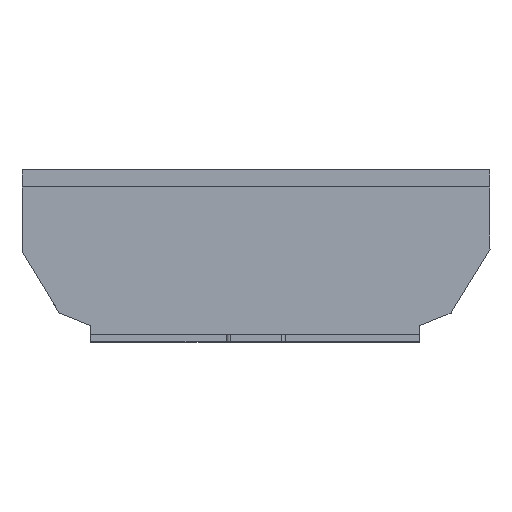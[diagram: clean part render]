
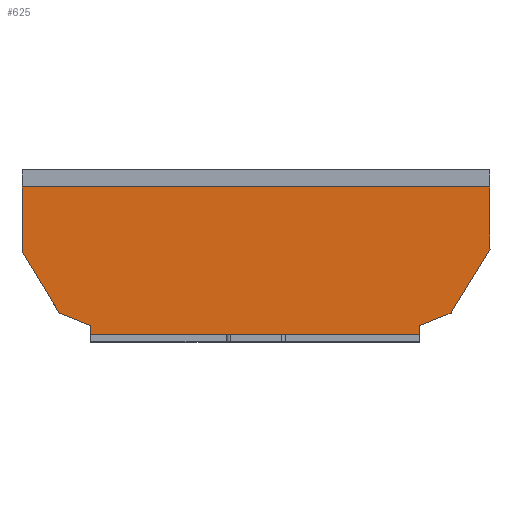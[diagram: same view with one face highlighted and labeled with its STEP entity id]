
A CAD part, top view. The second image highlights one B-rep face of the part: STEP entity #625.
In plain terms, the highlighted planar face has unit normal (0, 0, 1).
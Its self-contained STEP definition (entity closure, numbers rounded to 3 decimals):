
#44=FACE_OUTER_BOUND('',#76,.T.);
#76=EDGE_LOOP('',(#488,#489,#490,#491,#492,#493,#494,#495,#496,#497,#498,
#499));
#124=LINE('',#945,#204);
#138=LINE('',#973,#218);
#145=LINE('',#987,#225);
#147=LINE('',#991,#227);
#148=LINE('',#993,#228);
#149=LINE('',#995,#229);
#150=LINE('',#997,#230);
#151=LINE('',#998,#231);
#152=LINE('',#999,#232);
#153=LINE('',#1001,#233);
#154=LINE('',#1003,#234);
#155=LINE('',#1004,#235);
#204=VECTOR('',#767,10.);
#218=VECTOR('',#785,10.);
#225=VECTOR('',#796,10.);
#227=VECTOR('',#800,10.);
#228=VECTOR('',#801,10.);
#229=VECTOR('',#802,10.);
#230=VECTOR('',#803,10.);
#231=VECTOR('',#804,10.);
#232=VECTOR('',#805,10.);
#233=VECTOR('',#806,10.);
#234=VECTOR('',#807,10.);
#235=VECTOR('',#808,10.);
#283=VERTEX_POINT('',#942);
#284=VERTEX_POINT('',#944);
#295=VERTEX_POINT('',#970);
#296=VERTEX_POINT('',#972);
#300=VERTEX_POINT('',#984);
#301=VERTEX_POINT('',#986);
#302=VERTEX_POINT('',#990);
#303=VERTEX_POINT('',#992);
#304=VERTEX_POINT('',#994);
#305=VERTEX_POINT('',#996);
#306=VERTEX_POINT('',#1000);
#307=VERTEX_POINT('',#1002);
#352=EDGE_CURVE('',#284,#283,#124,.T.);
#366=EDGE_CURVE('',#296,#295,#138,.T.);
#373=EDGE_CURVE('',#301,#300,#145,.T.);
#375=EDGE_CURVE('',#302,#300,#147,.T.);
#376=EDGE_CURVE('',#303,#302,#148,.F.);
#377=EDGE_CURVE('',#303,#304,#149,.F.);
#378=EDGE_CURVE('',#304,#305,#150,.T.);
#379=EDGE_CURVE('',#305,#296,#151,.T.);
#380=EDGE_CURVE('',#284,#295,#152,.T.);
#381=EDGE_CURVE('',#283,#306,#153,.T.);
#382=EDGE_CURVE('',#306,#307,#154,.T.);
#383=EDGE_CURVE('',#307,#301,#155,.F.);
#488=ORIENTED_EDGE('',*,*,#373,.T.);
#489=ORIENTED_EDGE('',*,*,#375,.F.);
#490=ORIENTED_EDGE('',*,*,#376,.F.);
#491=ORIENTED_EDGE('',*,*,#377,.T.);
#492=ORIENTED_EDGE('',*,*,#378,.T.);
#493=ORIENTED_EDGE('',*,*,#379,.T.);
#494=ORIENTED_EDGE('',*,*,#366,.T.);
#495=ORIENTED_EDGE('',*,*,#380,.F.);
#496=ORIENTED_EDGE('',*,*,#352,.T.);
#497=ORIENTED_EDGE('',*,*,#381,.T.);
#498=ORIENTED_EDGE('',*,*,#382,.T.);
#499=ORIENTED_EDGE('',*,*,#383,.T.);
#595=PLANE('',#679);
#625=ADVANCED_FACE('',(#44),#595,.F.);
#679=AXIS2_PLACEMENT_3D('',#989,#798,#799);
#767=DIRECTION('',(0.,1.,0.));
#785=DIRECTION('',(0.,-1.,0.));
#796=DIRECTION('',(0.,1.,0.));
#798=DIRECTION('center_axis',(0.,0.,-1.));
#799=DIRECTION('ref_axis',(0.,-1.,0.));
#800=DIRECTION('',(1.,0.,0.));
#801=DIRECTION('',(0.,-1.,0.));
#802=DIRECTION('',(0.002,1.,0.));
#803=DIRECTION('',(0.521,-0.853,0.));
#804=DIRECTION('',(0.927,-0.376,0.));
#805=DIRECTION('',(-1.,0.,0.));
#806=DIRECTION('',(0.927,0.376,0.));
#807=DIRECTION('',(0.521,0.853,0.));
#808=DIRECTION('',(0.002,-1.,0.));
#942=CARTESIAN_POINT('',(44.646,-65.755,16.065));
#944=CARTESIAN_POINT('',(44.646,-68.226,16.065));
#945=CARTESIAN_POINT('',(44.646,-62.071,16.065));
#970=CARTESIAN_POINT('',(-45.,-68.226,16.065));
#972=CARTESIAN_POINT('',(-45.,-65.755,16.065));
#973=CARTESIAN_POINT('',(-45.,-58.288,16.065));
#984=CARTESIAN_POINT('',(63.774,-27.825,16.065));
#986=CARTESIAN_POINT('',(63.774,-28.318,16.065));
#987=CARTESIAN_POINT('',(63.774,-39.571,16.065));
#989=CARTESIAN_POINT('Origin',(-0.177,-50.821,16.065));
#990=CARTESIAN_POINT('',(-63.677,-27.825,16.065));
#991=CARTESIAN_POINT('',(-0.177,-27.825,16.065));
#992=CARTESIAN_POINT('',(-63.677,-28.318,16.065));
#993=CARTESIAN_POINT('',(-63.677,-39.571,16.065));
#994=CARTESIAN_POINT('',(-63.713,-45.643,16.065));
#995=CARTESIAN_POINT('',(-63.7,-39.501,16.065));
#996=CARTESIAN_POINT('',(-53.545,-62.292,16.065));
#997=CARTESIAN_POINT('',(-52.632,-63.788,16.065));
#998=CARTESIAN_POINT('',(-32.622,-70.771,16.065));
#999=CARTESIAN_POINT('',(-0.177,-68.226,16.065));
#1000=CARTESIAN_POINT('',(53.191,-62.292,16.065));
#1001=CARTESIAN_POINT('',(27.995,-72.503,16.065));
#1002=CARTESIAN_POINT('',(63.809,-44.906,16.065));
#1003=CARTESIAN_POINT('',(48.493,-69.984,16.065));
#1004=CARTESIAN_POINT('',(63.821,-50.289,16.065));
